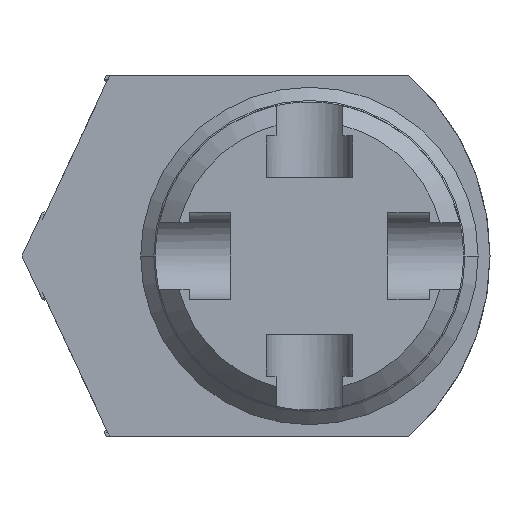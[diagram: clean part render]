
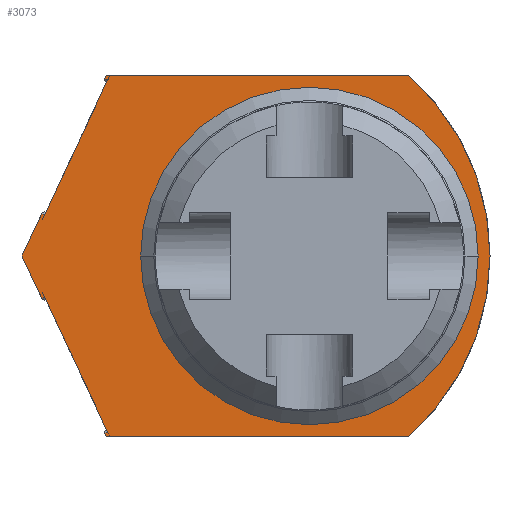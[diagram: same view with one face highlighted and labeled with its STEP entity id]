
A CAD part, left-side view. The second image highlights one B-rep face of the part: STEP entity #3073.
In plain terms, the highlighted planar face has unit normal (-1, 0, 0).
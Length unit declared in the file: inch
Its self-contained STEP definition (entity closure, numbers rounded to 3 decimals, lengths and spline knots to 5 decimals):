
#295=CARTESIAN_POINT('',(0.,-0.187,0.));
#296=DIRECTION('',(-1.,0.,0.));
#297=DIRECTION('',(0.,1.,0.));
#298=AXIS2_PLACEMENT_3D('',#295,#296,#297);
#303=CARTESIAN_POINT('',(0.,-0.187,0.));
#304=DIRECTION('',(1.,0.,0.));
#305=DIRECTION('',(0.,1.,0.));
#306=AXIS2_PLACEMENT_3D('',#303,#304,#305);
#311=DIRECTION('',(0.,-0.423,-0.906));
#312=VECTOR('',#311,0.46381);
#313=CARTESIAN_POINT('',(0.,0.63787,-0.12876));
#314=LINE('',#313,#312);
#318=DIRECTION('',(0.,-0.906,0.423));
#319=VECTOR('',#318,0.01);
#320=CARTESIAN_POINT('',(0.,0.64693,-0.13299));
#321=LINE('',#320,#319);
#325=DIRECTION('',(0.,0.423,0.906));
#326=VECTOR('',#325,0.14673);
#327=CARTESIAN_POINT('',(0.,0.64693,-0.13299));
#328=LINE('',#327,#326);
#332=DIRECTION('',(0.,-0.423,0.906));
#333=VECTOR('',#332,0.14673);
#334=CARTESIAN_POINT('',(0.,0.70894,0.));
#335=LINE('',#334,#333);
#339=DIRECTION('',(0.,-0.906,-0.423));
#340=VECTOR('',#339,0.01);
#341=CARTESIAN_POINT('',(0.,0.64693,0.13299));
#342=LINE('',#341,#340);
#346=DIRECTION('',(0.,0.423,-0.906));
#347=VECTOR('',#346,0.46381);
#348=CARTESIAN_POINT('',(0.,0.44185,0.54912));
#349=LINE('',#348,#347);
#353=DIRECTION('',(0.,-0.906,-0.423));
#354=VECTOR('',#353,0.01);
#355=CARTESIAN_POINT('',(0.,0.45091,0.55335));
#356=LINE('',#355,#354);
#360=DIRECTION('',(0.,-0.423,0.906));
#361=VECTOR('',#360,0.0101);
#362=CARTESIAN_POINT('',(0.,0.45091,0.55335));
#363=LINE('',#362,#361);
#367=DIRECTION('',(0.,-1.,0.));
#368=VECTOR('',#367,0.94272);
#369=CARTESIAN_POINT('',(0.,0.44664,0.5625));
#370=LINE('',#369,#368);
#374=CARTESIAN_POINT('',(0.,0.,0.));
#375=DIRECTION('',(1.,0.,0.));
#376=DIRECTION('',(0.,-0.661,0.75));
#377=AXIS2_PLACEMENT_3D('',#374,#375,#376);
#382=DIRECTION('',(0.,1.,0.));
#383=VECTOR('',#382,0.94272);
#384=CARTESIAN_POINT('',(0.,-0.49608,-0.5625));
#385=LINE('',#384,#383);
#389=DIRECTION('',(0.,0.423,0.906));
#390=VECTOR('',#389,0.0101);
#391=CARTESIAN_POINT('',(0.,0.44664,-0.5625));
#392=LINE('',#391,#390);
#396=DIRECTION('',(0.,-0.906,0.423));
#397=VECTOR('',#396,0.01);
#398=CARTESIAN_POINT('',(0.,0.45091,-0.55335));
#399=LINE('',#398,#397);
#2580=CARTESIAN_POINT('',(0.,-0.49608,-0.5625));
#2581=CARTESIAN_POINT('',(0.,0.44664,-0.5625));
#2582=VERTEX_POINT('',#2580);
#2583=VERTEX_POINT('',#2581);
#2584=CARTESIAN_POINT('',(0.,0.44664,0.5625));
#2585=CARTESIAN_POINT('',(0.,-0.49608,0.5625));
#2586=VERTEX_POINT('',#2584);
#2587=VERTEX_POINT('',#2585);
#2607=CARTESIAN_POINT('',(0.,0.70894,0.));
#2608=VERTEX_POINT('',#2607);
#2610=CARTESIAN_POINT('',(0.,0.298,0.));
#2612=VERTEX_POINT('',#2610);
#2614=CARTESIAN_POINT('',(0.,-0.672,0.));
#2616=VERTEX_POINT('',#2614);
#2630=CARTESIAN_POINT('',(0.,0.45091,0.55335));
#2632=VERTEX_POINT('',#2630);
#2638=CARTESIAN_POINT('',(0.,0.44185,0.54912));
#2639=VERTEX_POINT('',#2638);
#2682=CARTESIAN_POINT('',(0.,0.63787,0.12876));
#2683=VERTEX_POINT('',#2682);
#2684=CARTESIAN_POINT('',(0.,0.64693,0.13299));
#2685=VERTEX_POINT('',#2684);
#2691=CARTESIAN_POINT('',(0.,0.63787,-0.12876));
#2692=CARTESIAN_POINT('',(0.,0.44185,-0.54912));
#2693=VERTEX_POINT('',#2691);
#2694=VERTEX_POINT('',#2692);
#2695=CARTESIAN_POINT('',(0.,0.64693,-0.13299));
#2696=VERTEX_POINT('',#2695);
#2697=CARTESIAN_POINT('',(0.,0.45091,-0.55335));
#2698=VERTEX_POINT('',#2697);
#3038=CARTESIAN_POINT('',(0.,0.,0.));
#3039=DIRECTION('',(1.,0.,0.));
#3040=DIRECTION('',(0.,0.,-1.));
#3041=AXIS2_PLACEMENT_3D('',#3038,#3039,#3040);
#3042=PLANE('',#3041);
#3043=ORIENTED_EDGE('',*,*,#2962,.F.);
#3044=ORIENTED_EDGE('',*,*,#3031,.F.);
#3046=ORIENTED_EDGE('',*,*,#3045,.T.);
#3048=ORIENTED_EDGE('',*,*,#3047,.T.);
#3050=ORIENTED_EDGE('',*,*,#3049,.T.);
#3052=ORIENTED_EDGE('',*,*,#3051,.F.);
#3054=ORIENTED_EDGE('',*,*,#3053,.F.);
#3056=ORIENTED_EDGE('',*,*,#3055,.T.);
#3058=ORIENTED_EDGE('',*,*,#3057,.T.);
#3060=ORIENTED_EDGE('',*,*,#3059,.T.);
#3061=ORIENTED_EDGE('',*,*,#2985,.T.);
#3063=ORIENTED_EDGE('',*,*,#3062,.T.);
#3064=ORIENTED_EDGE('',*,*,#3004,.T.);
#3065=EDGE_LOOP('',(#3043,#3044,#3046,#3048,#3050,#3052,#3054,#3056,#3058,#3060,
#3061,#3063,#3064));
#3066=FACE_OUTER_BOUND('',#3065,.F.);
#3068=ORIENTED_EDGE('',*,*,#3067,.T.);
#3070=ORIENTED_EDGE('',*,*,#3069,.F.);
#3071=EDGE_LOOP('',(#3068,#3070));
#3072=FACE_BOUND('',#3071,.F.);
#299=CIRCLE('',#298,0.485);
#307=CIRCLE('',#306,0.485);
#378=CIRCLE('',#377,0.75);
#2962=EDGE_CURVE('',#2693,#2694,#314,.T.);
#2985=EDGE_CURVE('',#2582,#2583,#385,.T.);
#3004=EDGE_CURVE('',#2698,#2694,#399,.T.);
#3031=EDGE_CURVE('',#2696,#2693,#321,.T.);
#3045=EDGE_CURVE('',#2696,#2608,#328,.T.);
#3047=EDGE_CURVE('',#2608,#2685,#335,.T.);
#3049=EDGE_CURVE('',#2685,#2683,#342,.T.);
#3051=EDGE_CURVE('',#2639,#2683,#349,.T.);
#3053=EDGE_CURVE('',#2632,#2639,#356,.T.);
#3055=EDGE_CURVE('',#2632,#2586,#363,.T.);
#3057=EDGE_CURVE('',#2586,#2587,#370,.T.);
#3059=EDGE_CURVE('',#2587,#2582,#378,.T.);
#3062=EDGE_CURVE('',#2583,#2698,#392,.T.);
#3067=EDGE_CURVE('',#2612,#2616,#299,.T.);
#3069=EDGE_CURVE('',#2612,#2616,#307,.T.);
#3073=ADVANCED_FACE('',(#3066,#3072),#3042,.F.);
